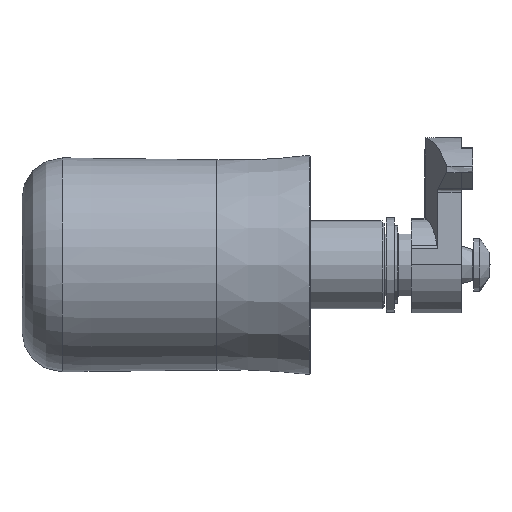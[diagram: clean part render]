
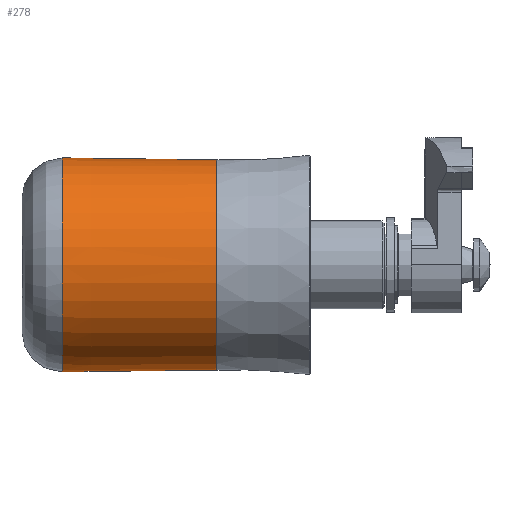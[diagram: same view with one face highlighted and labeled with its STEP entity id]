
A CAD part, left-side view. The second image highlights one B-rep face of the part: STEP entity #278.
In plain terms, the highlighted toroidal (fillet/blend) face has major radius 1470.13 mm and minor radius 1444.13 mm.
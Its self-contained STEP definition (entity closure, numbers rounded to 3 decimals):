
#278 = ADVANCED_FACE( '', ( #634, #635 ), #636, .F. );
#634 = FACE_OUTER_BOUND( '', #1126, .T. );
#635 = FACE_OUTER_BOUND( '', #1127, .T. );
#636 = TOROIDAL_SURFACE( '', #1128, 1470.134, 1444.134 );
#1126 = EDGE_LOOP( '', ( #1870, #1871, #1872, #1873 ) );
#1127 = EDGE_LOOP( '', ( #1874 ) );
#1128 = AXIS2_PLACEMENT_3D( '', #1875, #1876, #1877 );
#1870 = ORIENTED_EDGE( '', *, *, #2580, .F. );
#1871 = ORIENTED_EDGE( '', *, *, #2677, .F. );
#1872 = ORIENTED_EDGE( '', *, *, #2678, .F. );
#1873 = ORIENTED_EDGE( '', *, *, #2679, .F. );
#1874 = ORIENTED_EDGE( '', *, *, #2604, .T. );
#1875 = CARTESIAN_POINT( '', ( 0., -47.998, 0. ) );
#1876 = DIRECTION( '', ( 0., 1., 0. ) );
#1877 = DIRECTION( '', ( -1., 0., 0. ) );
#2580 = EDGE_CURVE( '', #3115, #3117, #3118, .T. );
#2604 = EDGE_CURVE( '', #3154, #3154, #3155, .T. );
#2677 = EDGE_CURVE( '', #3257, #3115, #3258, .T. );
#2678 = EDGE_CURVE( '', #3259, #3257, #3260, .T. );
#2679 = EDGE_CURVE( '', #3117, #3259, #3261, .T. );
#3115 = VERTEX_POINT( '', #3927 );
#3117 = VERTEX_POINT( '', #3960 );
#3118 = CIRCLE( '', #3961, 26.5 );
#3154 = VERTEX_POINT( '', #4037 );
#3155 = CIRCLE( '', #4038, 26. );
#3257 = VERTEX_POINT( '', #4186 );
#3258 = B_SPLINE_CURVE_WITH_KNOTS( '', 3, ( #4187, #4188, #4189, #4190, #4191, #4192, #4193, #4194, #4195, #4196, #4197, #4198, #4199, #4200, #4201, #4202, #4203, #4204, #4205, #4206, #4207, #4208, #4209, #4210, #4211, #4212 ), .UNSPECIFIED., .F., .F., ( 4, 2, 2, 2, 2, 2, 2, 2, 2, 2, 2, 2, 4 ), ( 0., 0.002, 0.003, 0.004, 0.006, 0.007, 0.008, 0.01, 0.011, 0.012, 0.013, 0.014, 0.016 ), .UNSPECIFIED. );
#3259 = VERTEX_POINT( '', #4213 );
#3260 = B_SPLINE_CURVE_WITH_KNOTS( '', 3, ( #4214, #4215, #4216, #4217, #4218, #4219 ), .UNSPECIFIED., .F., .F., ( 4, 2, 4 ), ( 0.013, 0.018, 0.023 ), .UNSPECIFIED. );
#3261 = B_SPLINE_CURVE_WITH_KNOTS( '', 3, ( #4220, #4221, #4222, #4223, #4224, #4225, #4226, #4227, #4228, #4229, #4230, #4231, #4232, #4233, #4234, #4235, #4236, #4237, #4238, #4239 ), .UNSPECIFIED., .F., .F., ( 4, 2, 2, 2, 2, 2, 2, 2, 2, 4 ), ( 0., 0.002, 0.004, 0.006, 0.008, 0.01, 0.012, 0.013, 0.014, 0.016 ), .UNSPECIFIED. );
#3927 = CARTESIAN_POINT( '', ( 21.86, -10., -14.98 ) );
#3960 = CARTESIAN_POINT( '', ( 21.936, -10., 14.869 ) );
#3961 = AXIS2_PLACEMENT_3D( '', #4765, #4766, #4767 );
#4037 = CARTESIAN_POINT( '', ( -26., -48., 0. ) );
#4038 = AXIS2_PLACEMENT_3D( '', #4799, #4800, #4801 );
#4186 = CARTESIAN_POINT( '', ( 25.786, -20., -5.029 ) );
#4187 = CARTESIAN_POINT( '', ( 25.786, -20., -5.029 ) );
#4188 = CARTESIAN_POINT( '', ( 25.655, -19.997, -5.697 ) );
#4189 = CARTESIAN_POINT( '', ( 25.503, -19.927, -6.349 ) );
#4190 = CARTESIAN_POINT( '', ( 25.243, -19.732, -7.304 ) );
#4191 = CARTESIAN_POINT( '', ( 25.152, -19.651, -7.618 ) );
#4192 = CARTESIAN_POINT( '', ( 24.959, -19.459, -8.239 ) );
#4193 = CARTESIAN_POINT( '', ( 24.858, -19.348, -8.546 ) );
#4194 = CARTESIAN_POINT( '', ( 24.548, -18.975, -9.437 ) );
#4195 = CARTESIAN_POINT( '', ( 24.33, -18.673, -9.998 ) );
#4196 = CARTESIAN_POINT( '', ( 23.994, -18.143, -10.793 ) );
#4197 = CARTESIAN_POINT( '', ( 23.881, -17.952, -11.052 ) );
#4198 = CARTESIAN_POINT( '', ( 23.654, -17.547, -11.548 ) );
#4199 = CARTESIAN_POINT( '', ( 23.542, -17.334, -11.785 ) );
#4200 = CARTESIAN_POINT( '', ( 23.21, -16.664, -12.463 ) );
#4201 = CARTESIAN_POINT( '', ( 22.997, -16.175, -12.872 ) );
#4202 = CARTESIAN_POINT( '', ( 22.699, -15.373, -13.42 ) );
#4203 = CARTESIAN_POINT( '', ( 22.604, -15.093, -13.592 ) );
#4204 = CARTESIAN_POINT( '', ( 22.427, -14.52, -13.906 ) );
#4205 = CARTESIAN_POINT( '', ( 22.346, -14.226, -14.049 ) );
#4206 = CARTESIAN_POINT( '', ( 22.199, -13.622, -14.307 ) );
#4207 = CARTESIAN_POINT( '', ( 22.133, -13.312, -14.421 ) );
#4208 = CARTESIAN_POINT( '', ( 22.02, -12.674, -14.621 ) );
#4209 = CARTESIAN_POINT( '', ( 21.973, -12.346, -14.707 ) );
#4210 = CARTESIAN_POINT( '', ( 21.865, -11.355, -14.91 ) );
#4211 = CARTESIAN_POINT( '', ( 21.838, -10.683, -14.98 ) );
#4212 = CARTESIAN_POINT( '', ( 21.86, -10., -14.98 ) );
#4213 = CARTESIAN_POINT( '', ( 25.786, -20., 5.03 ) );
#4214 = CARTESIAN_POINT( '', ( 25.786, -20., 5.03 ) );
#4215 = CARTESIAN_POINT( '', ( 26.107, -20., 3.38 ) );
#4216 = CARTESIAN_POINT( '', ( 26.271, -20., 1.704 ) );
#4217 = CARTESIAN_POINT( '', ( 26.271, -20., -1.703 ) );
#4218 = CARTESIAN_POINT( '', ( 26.107, -20., -3.379 ) );
#4219 = CARTESIAN_POINT( '', ( 25.786, -20., -5.029 ) );
#4220 = CARTESIAN_POINT( '', ( 21.936, -10., 14.869 ) );
#4221 = CARTESIAN_POINT( '', ( 21.914, -10.677, 14.869 ) );
#4222 = CARTESIAN_POINT( '', ( 21.94, -11.341, 14.801 ) );
#4223 = CARTESIAN_POINT( '', ( 22.078, -12.643, 14.536 ) );
#4224 = CARTESIAN_POINT( '', ( 22.191, -13.287, 14.336 ) );
#4225 = CARTESIAN_POINT( '', ( 22.478, -14.491, 13.827 ) );
#4226 = CARTESIAN_POINT( '', ( 22.652, -15.061, 13.518 ) );
#4227 = CARTESIAN_POINT( '', ( 23.041, -16.133, 12.794 ) );
#4228 = CARTESIAN_POINT( '', ( 23.251, -16.623, 12.389 ) );
#4229 = CARTESIAN_POINT( '', ( 23.685, -17.518, 11.493 ) );
#4230 = CARTESIAN_POINT( '', ( 23.911, -17.927, 10.999 ) );
#4231 = CARTESIAN_POINT( '', ( 24.349, -18.636, 9.952 ) );
#4232 = CARTESIAN_POINT( '', ( 24.563, -18.939, 9.398 ) );
#4233 = CARTESIAN_POINT( '', ( 24.868, -19.316, 8.519 ) );
#4234 = CARTESIAN_POINT( '', ( 24.967, -19.43, 8.216 ) );
#4235 = CARTESIAN_POINT( '', ( 25.158, -19.626, 7.6 ) );
#4236 = CARTESIAN_POINT( '', ( 25.248, -19.709, 7.288 ) );
#4237 = CARTESIAN_POINT( '', ( 25.505, -19.913, 6.341 ) );
#4238 = CARTESIAN_POINT( '', ( 25.656, -19.989, 5.693 ) );
#4239 = CARTESIAN_POINT( '', ( 25.786, -20., 5.03 ) );
#4765 = CARTESIAN_POINT( '', ( 0., -10., 0. ) );
#4766 = DIRECTION( '', ( 0., 1., 0. ) );
#4767 = DIRECTION( '', ( -1., 0., 0. ) );
#4799 = CARTESIAN_POINT( '', ( 0., -48., 0. ) );
#4800 = DIRECTION( '', ( 0., 1., 0. ) );
#4801 = DIRECTION( '', ( -1., 0., 0. ) );
